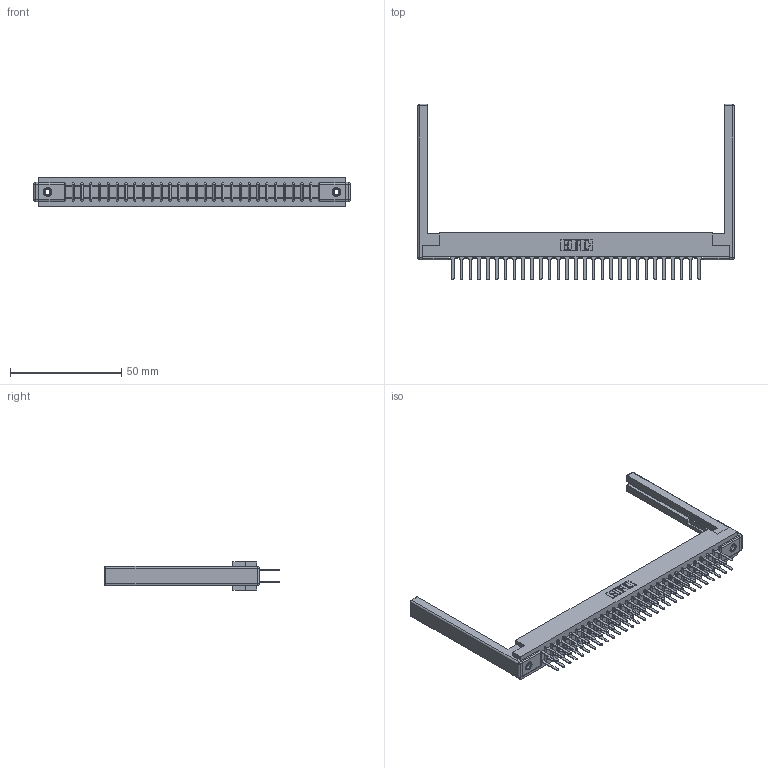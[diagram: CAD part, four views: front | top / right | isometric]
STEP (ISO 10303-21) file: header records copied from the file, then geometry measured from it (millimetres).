
FILE_DESCRIPTION (( 'STEP AP203' ), '1' );
FILE_NAME ('307-058-422-268.STEP', '2020-09-30T12:04:31', ( '' ), ( '' ), 'SwSTEP 2.0', 'SolidWorks 2020', '' );
FILE_SCHEMA (( 'CONFIG_CONTROL_DESIGN' ));
Length unit declared in the file: inch
Products named in the file (5): 307-058-422-268; 307-220-068; 345-250-001_345-250-001-102; 307 Part_.156 Dia Mounting Holes; 307-290-001_522
Assembly tree (63 placements, depth 2):
  307-058-422-268
    307 Part_.156 Dia Mounting Holes
    307-290-001_522  x58
    307-220-068  x2
    345-250-001_345-250-001-102  x2
Bounding box: 142.34 x 79.07 x 12.7 mm (x, y, z)
Volume: 19549.7 mm3; surface area: 22912.5 mm2
Topology: 63 solids, 63 shells, 2970 faces, 8253 edges, 5322 vertices
Faces by surface type: plane 1956, cylinder 930, sphere 68, cone 12, torus 4
Entity records: 30119 total; most frequent: CARTESIAN_POINT 4906, ORIENTED_EDGE 4852, DIRECTION 4826, EDGE_CURVE 2426, VECTOR 1854, LINE 1854, VERTEX_POINT 1566, AXIS2_PLACEMENT_3D 1486
